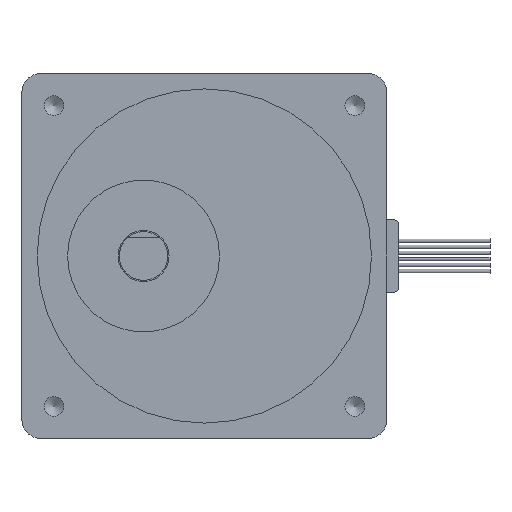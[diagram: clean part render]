
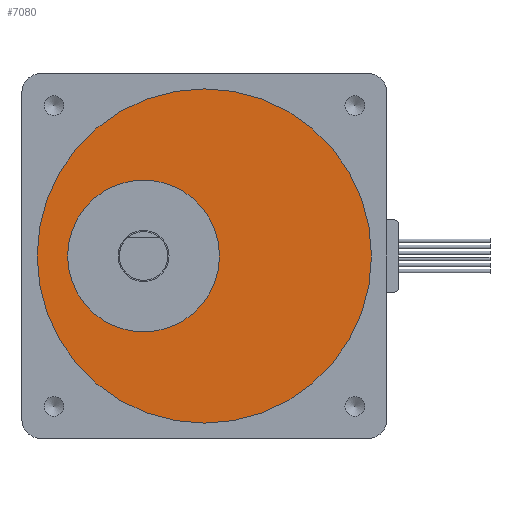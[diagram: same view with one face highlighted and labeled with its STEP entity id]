
A CAD part, left-side view. The second image highlights one B-rep face of the part: STEP entity #7080.
In plain terms, the highlighted planar face has unit normal (-1, 0, 0).
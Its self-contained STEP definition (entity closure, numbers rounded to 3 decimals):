
#496=CIRCLE('',#7759,12.5);
#497=CIRCLE('',#7761,27.5);
#2460=ORIENTED_EDGE('',*,*,#3499,.T.);
#2461=ORIENTED_EDGE('',*,*,#3500,.F.);
#3499=EDGE_CURVE('',#4192,#4192,#496,.T.);
#3500=EDGE_CURVE('',#4193,#4193,#497,.T.);
#4192=VERTEX_POINT('',#11984);
#4193=VERTEX_POINT('',#11987);
#5975=EDGE_LOOP('',(#2460));
#5976=EDGE_LOOP('',(#2461));
#6433=FACE_BOUND('',#5975,.T.);
#6434=FACE_BOUND('',#5976,.T.);
#6703=PLANE('',#7760);
#7080=ADVANCED_FACE('',(#6433,#6434),#6703,.T.);
#7759=AXIS2_PLACEMENT_3D('',#11983,#9743,#9744);
#7760=AXIS2_PLACEMENT_3D('',#11985,#9745,#9746);
#7761=AXIS2_PLACEMENT_3D('',#11986,#9747,#9748);
#9743=DIRECTION('',(1.,0.,0.));
#9744=DIRECTION('',(0.,0.,-1.));
#9745=DIRECTION('',(-1.,0.,0.));
#9746=DIRECTION('',(0.,0.,1.));
#9747=DIRECTION('',(1.,0.,0.));
#9748=DIRECTION('',(0.,0.,-1.));
#11983=CARTESIAN_POINT('',(-31.5,10.,0.));
#11984=CARTESIAN_POINT('',(-31.5,10.,-12.5));
#11985=CARTESIAN_POINT('',(-31.5,27.5,0.));
#11986=CARTESIAN_POINT('',(-31.5,0.,0.));
#11987=CARTESIAN_POINT('',(-31.5,0.,-27.5));
